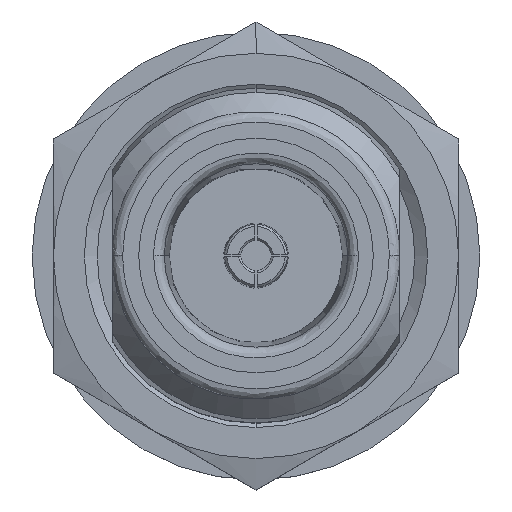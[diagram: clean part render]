
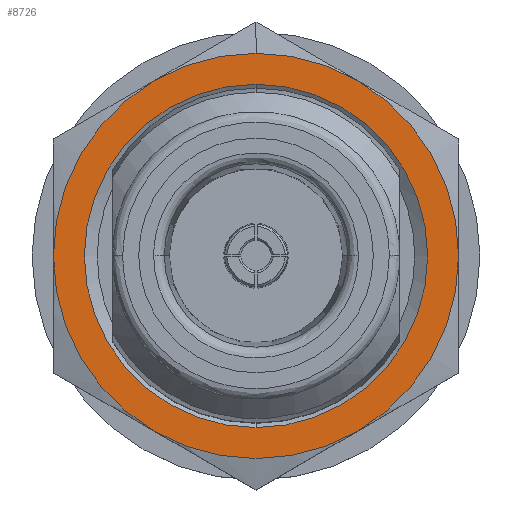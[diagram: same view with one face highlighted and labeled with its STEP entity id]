
A CAD part, top view. The second image highlights one B-rep face of the part: STEP entity #8726.
In plain terms, the highlighted planar face has unit normal (0, 0, 1).
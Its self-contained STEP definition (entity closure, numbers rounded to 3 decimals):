
#41 = DIRECTION ( 'NONE',  ( -1., 0., 0. ) ) ;
#53 = CARTESIAN_POINT ( 'NONE',  ( 9.5, -16.454, -13.5 ) ) ;
#70 = PLANE ( 'NONE',  #3660 ) ;
#136 = DIRECTION ( 'NONE',  ( 0., 0., -1. ) ) ;
#201 = VERTEX_POINT ( 'NONE', #4901 ) ;
#202 = VERTEX_POINT ( 'NONE', #4900 ) ;
#224 = VERTEX_POINT ( 'NONE', #4878 ) ;
#242 = VERTEX_POINT ( 'NONE', #4860 ) ;
#243 = VERTEX_POINT ( 'NONE', #4859 ) ;
#757 = CIRCLE ( 'NONE', #762, 9.5 ) ;
#760 = CIRCLE ( 'NONE', #764, 9.5 ) ;
#762 = AXIS2_PLACEMENT_3D ( 'NONE', #2650, #2651, #2652 ) ;
#764 = AXIS2_PLACEMENT_3D ( 'NONE', #2665, #2666, #2667 ) ;
#765 = CIRCLE ( 'NONE', #766, 9.5 ) ;
#766 = AXIS2_PLACEMENT_3D ( 'NONE', #2694, #2695, #2696 ) ;
#767 = CIRCLE ( 'NONE', #770, 9.5 ) ;
#770 = AXIS2_PLACEMENT_3D ( 'NONE', #2706, #2707, #2708 ) ;
#774 = AXIS2_PLACEMENT_3D ( 'NONE', #2735, #2736, #2737 ) ;
#776 = CIRCLE ( 'NONE', #774, 9.5 ) ;
#781 = AXIS2_PLACEMENT_3D ( 'NONE', #2774, #2775, #2776 ) ;
#782 = CIRCLE ( 'NONE', #781, 9.5 ) ;
#954 = EDGE_CURVE ( 'NONE', #1053, #1041, #7625, .T. ) ;
#1041 = VERTEX_POINT ( 'NONE', #4486 ) ;
#1053 = VERTEX_POINT ( 'NONE', #4478 ) ;
#2237 = CARTESIAN_POINT ( 'NONE',  ( 0., 0., -13.5 ) ) ;
#2271 = DIRECTION ( 'NONE',  ( 0., 0., -1. ) ) ;
#2357 = DIRECTION ( 'NONE',  ( 0., -1., 0. ) ) ;
#2650 = CARTESIAN_POINT ( 'NONE',  ( 0., 0., -13.5 ) ) ;
#2651 = DIRECTION ( 'NONE',  ( 0., 0., -1. ) ) ;
#2652 = DIRECTION ( 'NONE',  ( 0., 1., 0. ) ) ;
#2665 = CARTESIAN_POINT ( 'NONE',  ( 0., 0., -13.5 ) ) ;
#2666 = DIRECTION ( 'NONE',  ( 0., 0., -1. ) ) ;
#2667 = DIRECTION ( 'NONE',  ( 0., 1., 0. ) ) ;
#2694 = CARTESIAN_POINT ( 'NONE',  ( 0., 0., -13.5 ) ) ;
#2695 = DIRECTION ( 'NONE',  ( 0., 0., -1. ) ) ;
#2696 = DIRECTION ( 'NONE',  ( 0., 1., 0. ) ) ;
#2706 = CARTESIAN_POINT ( 'NONE',  ( 0., 0., -13.5 ) ) ;
#2707 = DIRECTION ( 'NONE',  ( 0., 0., -1. ) ) ;
#2708 = DIRECTION ( 'NONE',  ( 0., 1., 0. ) ) ;
#2735 = CARTESIAN_POINT ( 'NONE',  ( 0., 0., -13.5 ) ) ;
#2736 = DIRECTION ( 'NONE',  ( 0., 0., -1. ) ) ;
#2737 = DIRECTION ( 'NONE',  ( 0., 1., 0. ) ) ;
#2774 = CARTESIAN_POINT ( 'NONE',  ( 0., 0., -13.5 ) ) ;
#2775 = DIRECTION ( 'NONE',  ( 0., 0., -1. ) ) ;
#2776 = DIRECTION ( 'NONE',  ( 0., 1., 0. ) ) ;
#3080 = EDGE_LOOP ( 'NONE', ( #3164, #3161, #3159, #3163, #3157, #3156, #3155 ) ) ;
#3081 = EDGE_LOOP ( 'NONE', ( #3146, #3143 ) ) ;
#3143 = ORIENTED_EDGE ( 'NONE', *, *, #8716, .T. ) ;
#3146 = ORIENTED_EDGE ( 'NONE', *, *, #954, .T. ) ;
#3155 = ORIENTED_EDGE ( 'NONE', *, *, #8893, .F. ) ;
#3156 = ORIENTED_EDGE ( 'NONE', *, *, #9069, .F. ) ;
#3157 = ORIENTED_EDGE ( 'NONE', *, *, #8916, .F. ) ;
#3159 = ORIENTED_EDGE ( 'NONE', *, *, #8904, .F. ) ;
#3161 = ORIENTED_EDGE ( 'NONE', *, *, #8901, .F. ) ;
#3163 = ORIENTED_EDGE ( 'NONE', *, *, #8909, .F. ) ;
#3164 = ORIENTED_EDGE ( 'NONE', *, *, #8896, .F. ) ;
#3660 = AXIS2_PLACEMENT_3D ( 'NONE', #53, #136, #41 ) ;
#3704 = CIRCLE ( 'NONE', #3710, 8.05 ) ;
#3710 = AXIS2_PLACEMENT_3D ( 'NONE', #2237, #2271, #2357 ) ;
#4192 = CARTESIAN_POINT ( 'NONE',  ( -4.75, 8.227, -13.5 ) ) ;
#4478 = CARTESIAN_POINT ( 'NONE',  ( 0., -8.05, -13.5 ) ) ;
#4486 = CARTESIAN_POINT ( 'NONE',  ( 0., 8.05, -13.5 ) ) ;
#4859 = CARTESIAN_POINT ( 'NONE',  ( -9.5, 0., -13.5 ) ) ;
#4860 = CARTESIAN_POINT ( 'NONE',  ( 4.75, 8.227, -13.5 ) ) ;
#4878 = CARTESIAN_POINT ( 'NONE',  ( 9.5, 0., -13.5 ) ) ;
#4900 = CARTESIAN_POINT ( 'NONE',  ( -4.75, -8.227, -13.5 ) ) ;
#4901 = CARTESIAN_POINT ( 'NONE',  ( 4.75, -8.227, -13.5 ) ) ;
#5619 = CIRCLE ( 'NONE', #5637, 9.5 ) ;
#5637 = AXIS2_PLACEMENT_3D ( 'NONE', #6239, #6240, #6241 ) ;
#5857 = FACE_OUTER_BOUND ( 'NONE', #3080, .T. ) ;
#5861 = FACE_BOUND ( 'NONE', #3081, .T. ) ;
#6239 = CARTESIAN_POINT ( 'NONE',  ( 0., 0., -13.5 ) ) ;
#6240 = DIRECTION ( 'NONE',  ( 0., 0., -1. ) ) ;
#6241 = DIRECTION ( 'NONE',  ( 0., 1., 0. ) ) ;
#6587 = CARTESIAN_POINT ( 'NONE',  ( 0., 9.5, -13.5 ) ) ;
#7614 = AXIS2_PLACEMENT_3D ( 'NONE', #8518, #8516, #8523 ) ;
#7625 = CIRCLE ( 'NONE', #7614, 8.05 ) ;
#8325 = VERTEX_POINT ( 'NONE', #4192 ) ;
#8363 = VERTEX_POINT ( 'NONE', #6587 ) ;
#8516 = DIRECTION ( 'NONE',  ( 0., 0., -1. ) ) ;
#8518 = CARTESIAN_POINT ( 'NONE',  ( 0., 0., -13.5 ) ) ;
#8523 = DIRECTION ( 'NONE',  ( 0., -1., 0. ) ) ;
#8716 = EDGE_CURVE ( 'NONE', #1041, #1053, #3704, .T. ) ;
#8726 = ADVANCED_FACE ( 'NONE', ( #5857, #5861 ), #70, .F. ) ;
#8893 = EDGE_CURVE ( 'NONE', #243, #8325, #757, .T. ) ;
#8896 = EDGE_CURVE ( 'NONE', #202, #243, #760, .T. ) ;
#8901 = EDGE_CURVE ( 'NONE', #201, #202, #765, .T. ) ;
#8904 = EDGE_CURVE ( 'NONE', #224, #201, #767, .T. ) ;
#8909 = EDGE_CURVE ( 'NONE', #242, #224, #776, .T. ) ;
#8916 = EDGE_CURVE ( 'NONE', #8363, #242, #782, .T. ) ;
#9069 = EDGE_CURVE ( 'NONE', #8325, #8363, #5619, .T. ) ;
